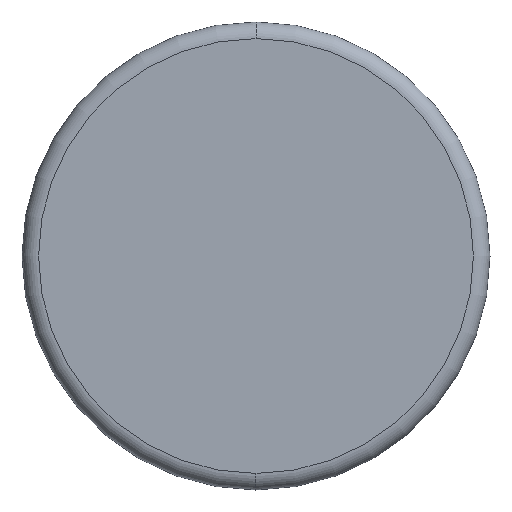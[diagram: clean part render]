
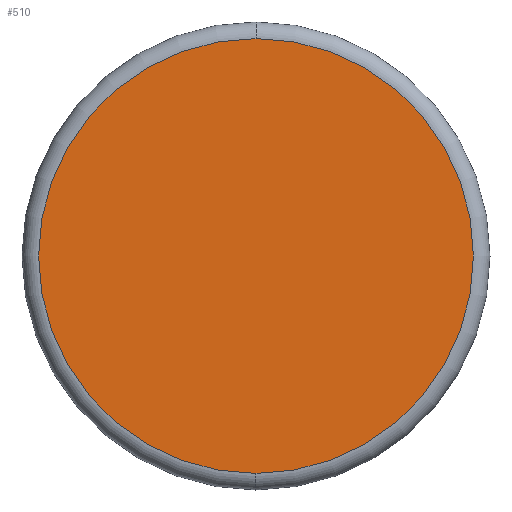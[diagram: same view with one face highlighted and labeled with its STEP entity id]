
A CAD part, left-side view. The second image highlights one B-rep face of the part: STEP entity #510.
In plain terms, the highlighted planar face has unit normal (-1, 0, 0).
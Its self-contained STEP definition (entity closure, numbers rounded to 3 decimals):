
#13 = DIRECTION ( 'NONE',  ( -1., 0., 0. ) ) ;
#96 = CIRCLE ( 'NONE', #168, 19.7 ) ;
#105 = EDGE_LOOP ( 'NONE', ( #503, #139 ) ) ;
#139 = ORIENTED_EDGE ( 'NONE', *, *, #450, .T. ) ;
#154 = CIRCLE ( 'NONE', #367, 19.7 ) ;
#168 = AXIS2_PLACEMENT_3D ( 'NONE', #255, #442, #263 ) ;
#243 = CARTESIAN_POINT ( 'NONE',  ( -3., 0., 0. ) ) ;
#247 = FACE_OUTER_BOUND ( 'NONE', #105, .T. ) ;
#251 = VERTEX_POINT ( 'NONE', #567 ) ;
#255 = CARTESIAN_POINT ( 'NONE',  ( -3., 0., 0. ) ) ;
#263 = DIRECTION ( 'NONE',  ( 0., 0., 1. ) ) ;
#333 = DIRECTION ( 'NONE',  ( 1., 0., 0. ) ) ;
#364 = DIRECTION ( 'NONE',  ( 0., 0., -1. ) ) ;
#367 = AXIS2_PLACEMENT_3D ( 'NONE', #243, #13, #532 ) ;
#397 = PLANE ( 'NONE',  #444 ) ;
#442 = DIRECTION ( 'NONE',  ( -1., 0., 0. ) ) ;
#444 = AXIS2_PLACEMENT_3D ( 'NONE', #591, #333, #364 ) ;
#450 = EDGE_CURVE ( 'NONE', #543, #251, #154, .T. ) ;
#490 = CARTESIAN_POINT ( 'NONE',  ( -3., 0., -19.7 ) ) ;
#503 = ORIENTED_EDGE ( 'NONE', *, *, #619, .T. ) ;
#510 = ADVANCED_FACE ( 'NONE', ( #247 ), #397, .F. ) ;
#532 = DIRECTION ( 'NONE',  ( 0., 0., 1. ) ) ;
#543 = VERTEX_POINT ( 'NONE', #490 ) ;
#567 = CARTESIAN_POINT ( 'NONE',  ( -3., 0., 19.7 ) ) ;
#591 = CARTESIAN_POINT ( 'NONE',  ( -3., 19.7, 0. ) ) ;
#619 = EDGE_CURVE ( 'NONE', #251, #543, #96, .T. ) ;
